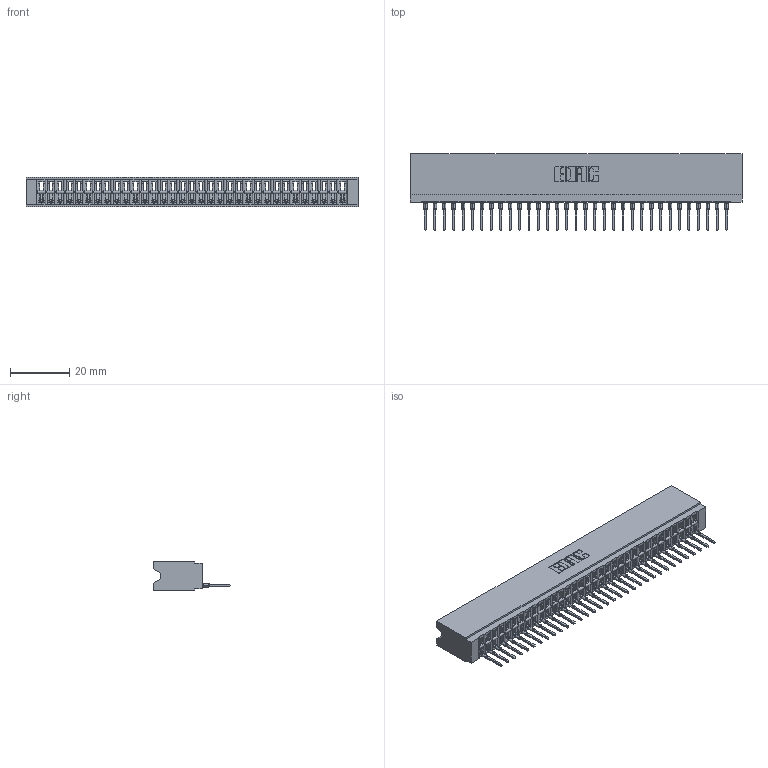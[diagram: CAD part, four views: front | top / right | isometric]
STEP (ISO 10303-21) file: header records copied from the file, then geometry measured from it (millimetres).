
FILE_DESCRIPTION (( 'STEP AP203' ), '1' );
FILE_NAME ('746-033-527-106.STEP', '2026-03-04T13:38:49', ( '' ), ( '' ), 'SwSTEP 2.0', 'SolidWorks 2023', '' );
FILE_SCHEMA (( 'CONFIG_CONTROL_DESIGN' ));
Length unit declared in the file: millimetre
Products named in the file (3): 746-033-527-106; 746-292-001_527; 746 Part_.515 Slot Depth - 06
Assembly tree (34 placements, depth 2):
  746-033-527-106
    746 Part_.515 Slot Depth - 06
    746-292-001_527  x33
Bounding box: 112.01 x 25.9 x 9.91 mm (x, y, z)
Volume: 11768.6 mm3; surface area: 17508.1 mm2
Topology: 34 solids, 34 shells, 3662 faces, 10396 edges, 6676 vertices
Faces by surface type: plane 2135, cylinder 669, bspline 660, torus 198
Entity records: 51155 total; most frequent: CARTESIAN_POINT 10425, ORIENTED_EDGE 8952, DIRECTION 7424, EDGE_CURVE 4476, VECTOR 3962, LINE 3962, VERTEX_POINT 2964, AXIS2_PLACEMENT_3D 1731
